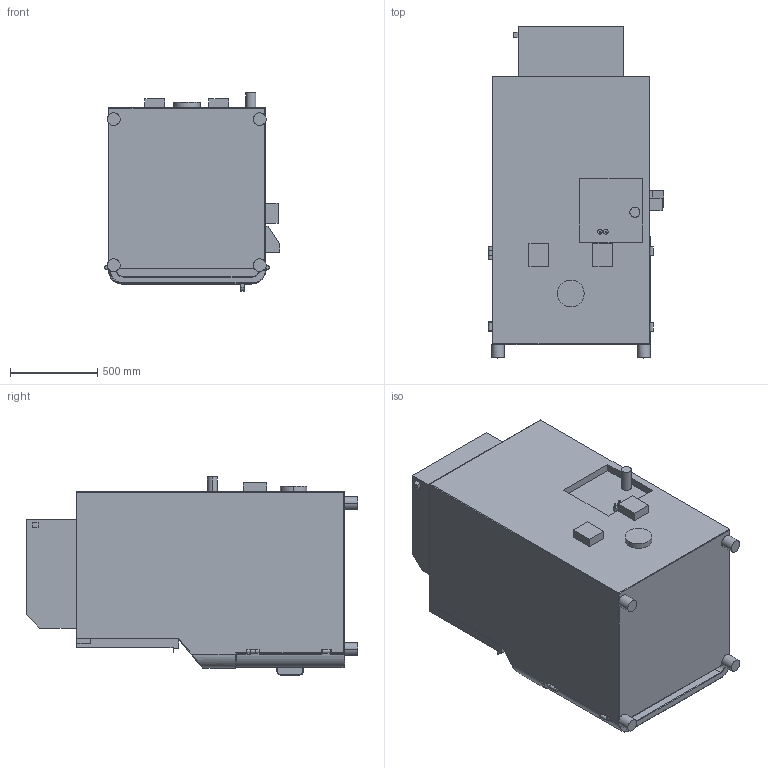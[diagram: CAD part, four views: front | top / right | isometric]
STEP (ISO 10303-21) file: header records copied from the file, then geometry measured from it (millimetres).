
FILE_DESCRIPTION((''),'2;1');
FILE_NAME('XPROII-2-DR_ENVELOPE_ASM','2025-05-13T11:12:27',('bwaterworth'),(''),'CREO PARAMETRIC BY PTC INC, 2020354','CREO PARAMETRIC BY PTC INC, 2020354','');
FILE_SCHEMA(('CONFIG_CONTROL_DESIGN'));
Length unit declared in the file: inch
Products named in the file (5): XPROII-2_ENVELOPE; XPROII-2_DOORS_ENVELOPE; XPROII-2-SASH; XPROII-2_DR_ENVELOPE; XPROII-2-DR_ENVELOPE_ASM
Assembly tree (4 placements, depth 2):
  XPROII-2-DR_ENVELOPE_ASM
    XPROII-2_ENVELOPE
    XPROII-2_DOORS_ENVELOPE
    XPROII-2-SASH
    XPROII-2_DR_ENVELOPE
Bounding box: 1001.81 x 1897.93 x 1132.99 mm (x, y, z)
Volume: 1402145264.5 mm3; surface area: 11549930.9 mm2
Topology: 4 solids, 4 shells, 228 faces, 544 edges, 337 vertices
Faces by surface type: plane 123, cylinder 78, torus 14, bspline 7, sphere 6
Entity records: 7333 total; most frequent: CARTESIAN_POINT 1874, DIRECTION 1144, ORIENTED_EDGE 1088, EDGE_CURVE 544, AXIS2_PLACEMENT_3D 396, VECTOR 352, LINE 352, VERTEX_POINT 337
